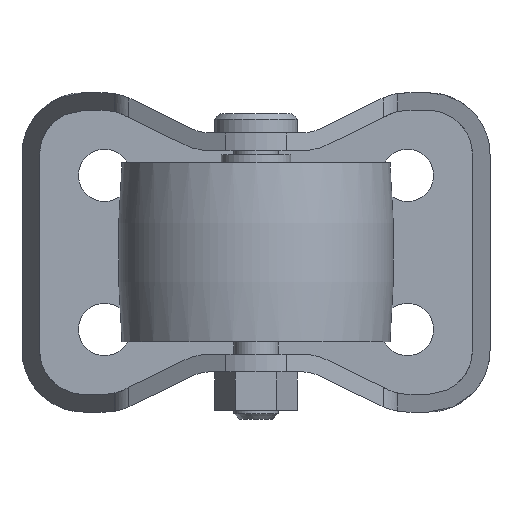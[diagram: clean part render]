
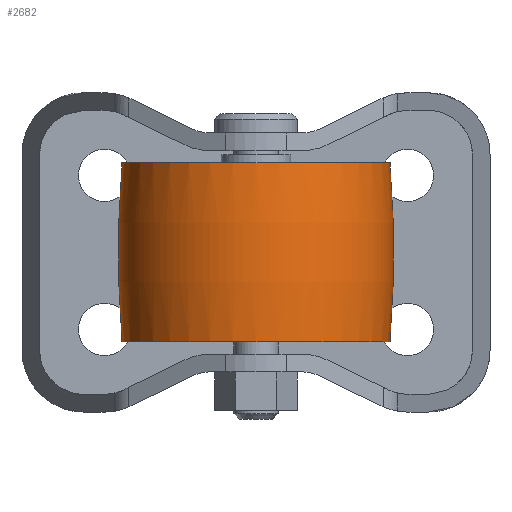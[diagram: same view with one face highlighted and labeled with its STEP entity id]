
A CAD part, front view. The second image highlights one B-rep face of the part: STEP entity #2682.
In plain terms, the highlighted toroidal (fillet/blend) face has major radius 175 mm and minor radius 200 mm.
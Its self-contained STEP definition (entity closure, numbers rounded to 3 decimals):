
#23 = FACE_OUTER_BOUND ( 'NONE', #674, .T. ) ;
#308 = CIRCLE ( 'NONE', #315, 24.339 ) ;
#315 = AXIS2_PLACEMENT_3D ( 'NONE', #2485, #2486, #2487 ) ;
#388 = CIRCLE ( 'NONE', #391, 24.339 ) ;
#391 = AXIS2_PLACEMENT_3D ( 'NONE', #2491, #2492, #2493 ) ;
#674 = EDGE_LOOP ( 'NONE', ( #966, #972, #973, #971 ) ) ;
#699 = VERTEX_POINT ( 'NONE', #1856 ) ;
#700 = VERTEX_POINT ( 'NONE', #1857 ) ;
#709 = VERTEX_POINT ( 'NONE', #1866 ) ;
#710 = VERTEX_POINT ( 'NONE', #1867 ) ;
#966 = ORIENTED_EDGE ( 'NONE', *, *, #2675, .F. ) ;
#971 = ORIENTED_EDGE ( 'NONE', *, *, #3399, .F. ) ;
#972 = ORIENTED_EDGE ( 'NONE', *, *, #3397, .T. ) ;
#973 = ORIENTED_EDGE ( 'NONE', *, *, #2684, .T. ) ;
#1593 = TOROIDAL_SURFACE ( 'NONE', #1674, -175., 200. ) ;
#1615 = CIRCLE ( 'NONE', #1622, 200. ) ;
#1622 = AXIS2_PLACEMENT_3D ( 'NONE', #2798, #2799, #2800 ) ;
#1631 = CIRCLE ( 'NONE', #1642, 200. ) ;
#1642 = AXIS2_PLACEMENT_3D ( 'NONE', #2767, #2768, #2769 ) ;
#1674 = AXIS2_PLACEMENT_3D ( 'NONE', #2792, #2793, #2794 ) ;
#1856 = CARTESIAN_POINT ( 'NONE',  ( 24.339, -53., -16.25 ) ) ;
#1857 = CARTESIAN_POINT ( 'NONE',  ( -24.339, -53., -16.25 ) ) ;
#1866 = CARTESIAN_POINT ( 'NONE',  ( -24.339, -53., 16.25 ) ) ;
#1867 = CARTESIAN_POINT ( 'NONE',  ( 24.339, -53., 16.25 ) ) ;
#2485 = CARTESIAN_POINT ( 'NONE',  ( 0., -53., -16.25 ) ) ;
#2486 = DIRECTION ( 'NONE',  ( 0., 0., 1. ) ) ;
#2487 = DIRECTION ( 'NONE',  ( 1., 0., 0. ) ) ;
#2491 = CARTESIAN_POINT ( 'NONE',  ( 0., -53., 16.25 ) ) ;
#2492 = DIRECTION ( 'NONE',  ( 0., 0., 1. ) ) ;
#2493 = DIRECTION ( 'NONE',  ( 1., 0., 0. ) ) ;
#2675 = EDGE_CURVE ( 'NONE', #700, #709, #1631, .T. ) ;
#2682 = ADVANCED_FACE ( 'NONE', ( #23 ), #1593, .T. ) ;
#2684 = EDGE_CURVE ( 'NONE', #699, #710, #1615, .T. ) ;
#2767 = CARTESIAN_POINT ( 'NONE',  ( 175., -53., 0. ) ) ;
#2768 = DIRECTION ( 'NONE',  ( 0., 1., 0. ) ) ;
#2769 = DIRECTION ( 'NONE',  ( -1., 0., 0. ) ) ;
#2792 = CARTESIAN_POINT ( 'NONE',  ( 0., -53., 0. ) ) ;
#2793 = DIRECTION ( 'NONE',  ( 0., 0., 1. ) ) ;
#2794 = DIRECTION ( 'NONE',  ( 1., 0., 0. ) ) ;
#2798 = CARTESIAN_POINT ( 'NONE',  ( -175., -53., 0. ) ) ;
#2799 = DIRECTION ( 'NONE',  ( 0., -1., 0. ) ) ;
#2800 = DIRECTION ( 'NONE',  ( 0., 0., -1. ) ) ;
#3397 = EDGE_CURVE ( 'NONE', #700, #699, #308, .T. ) ;
#3399 = EDGE_CURVE ( 'NONE', #709, #710, #388, .T. ) ;
